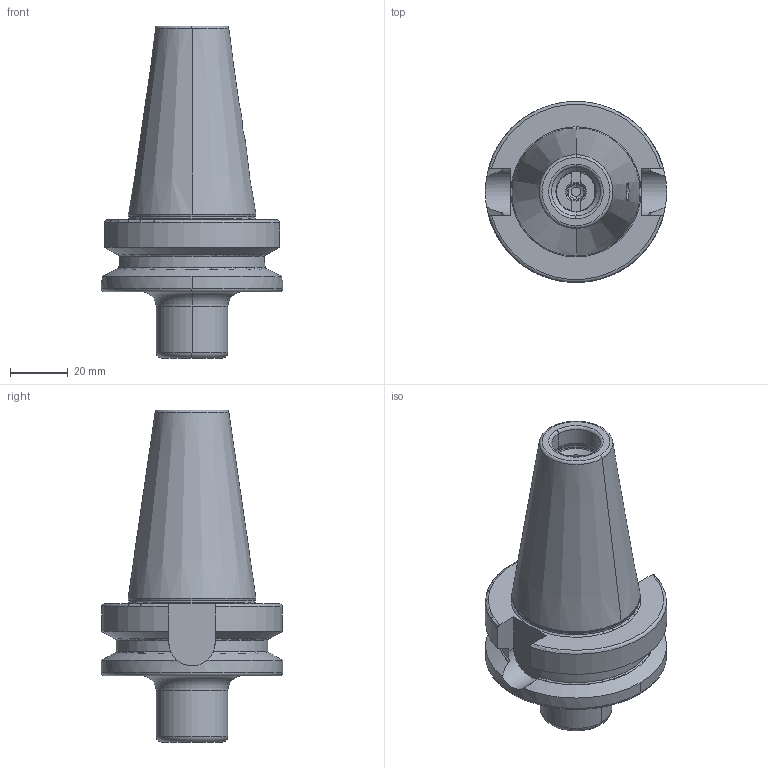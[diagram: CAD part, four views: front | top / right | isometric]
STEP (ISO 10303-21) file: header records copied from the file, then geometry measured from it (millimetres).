
FILE_DESCRIPTION((''),'2;1');
FILE_NAME('405_08_01','2020-07-28T',('101107'),(''),'CREO PARAMETRIC BY PTC INC, 2016260','CREO PARAMETRIC BY PTC INC, 2016260','');
FILE_SCHEMA(('CONFIG_CONTROL_DESIGN'));
Length unit declared in the file: millimetre
Products named in the file (1): 405_08_01
Bounding box: 63 x 63 x 115.4 mm (x, y, z)
Volume: 133718.6 mm3; surface area: 25436.3 mm2
Topology: 1 solids, 1 shells, 154 faces, 374 edges, 232 vertices
Faces by surface type: plane 49, cylinder 38, cone 37, torus 30
Entity records: 4854 total; most frequent: CARTESIAN_POINT 1183, DIRECTION 792, ORIENTED_EDGE 748, EDGE_CURVE 374, AXIS2_PLACEMENT_3D 331, VERTEX_POINT 232, CIRCLE 174, EDGE_LOOP 168
